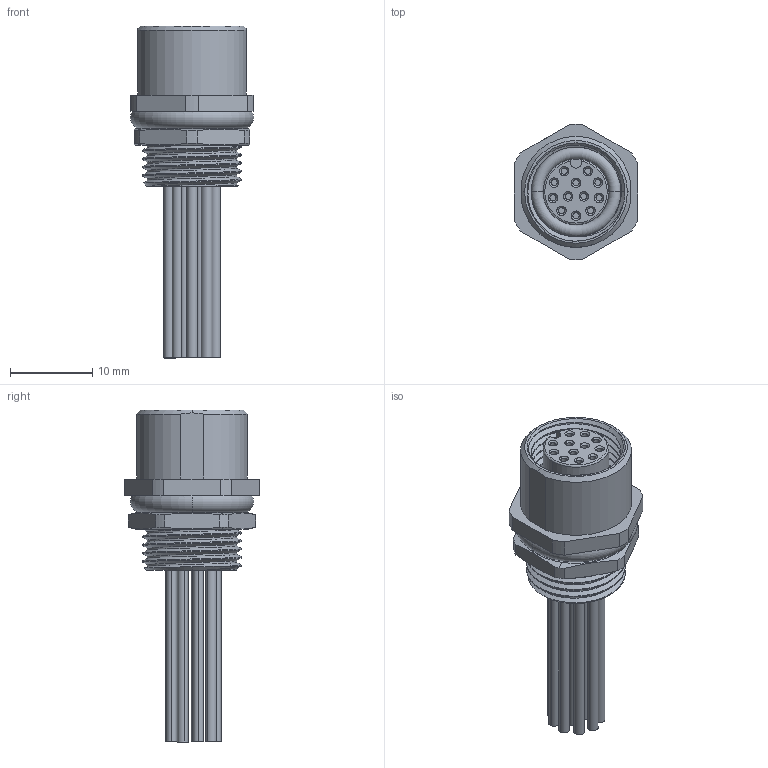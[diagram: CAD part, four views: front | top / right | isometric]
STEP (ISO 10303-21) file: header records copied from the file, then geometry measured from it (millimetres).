
FILE_DESCRIPTION (( 'STEP AP203' ), '1' );
FILE_NAME ('FCR2M12-SA125SSP0002-00.STEP', '2024-12-13T02:00:02', ( '' ), ( '' ), 'SwSTEP 2.0', 'SolidWorks 2021', '' );
FILE_SCHEMA (( 'CONFIG_CONTROL_DESIGN' ));
Length unit declared in the file: millimetre
Products named in the file (1): FCR2M12-SA125SSP0002-00
Bounding box: 15 x 16.49 x 40.4 mm (x, y, z)
Volume: 2497.3 mm3; surface area: 3905 mm2
Topology: 1 solids, 1 shells, 245 faces, 602 edges, 399 vertices
Faces by surface type: cylinder 124, plane 65, cone 42, bspline 8, torus 6
Entity records: 10824 total; most frequent: CARTESIAN_POINT 4967, DIRECTION 1246, ORIENTED_EDGE 1204, EDGE_CURVE 602, AXIS2_PLACEMENT_3D 523, VERTEX_POINT 399, EDGE_LOOP 289, CIRCLE 285
